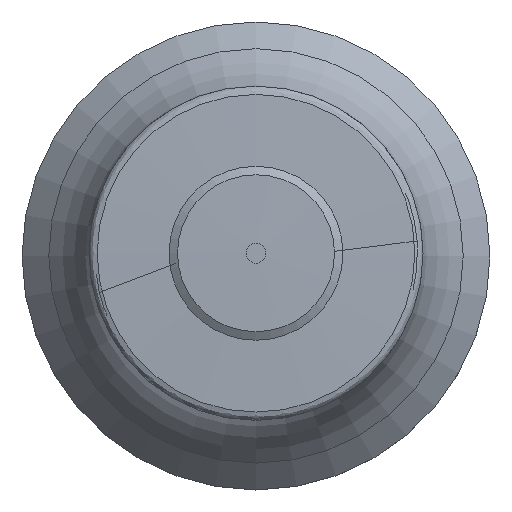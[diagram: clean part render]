
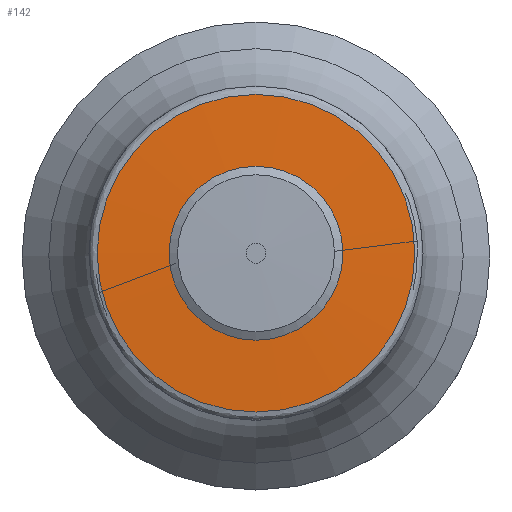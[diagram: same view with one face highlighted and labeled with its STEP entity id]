
A CAD part, top view. The second image highlights one B-rep face of the part: STEP entity #142.
In plain terms, the highlighted face is a revolution surface.
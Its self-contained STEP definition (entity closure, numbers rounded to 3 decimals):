
#34=SURFACE_OF_REVOLUTION('',#79,#39);
#39=AXIS1_PLACEMENT('',#718,#565);
#79=B_SPLINE_CURVE_WITH_KNOTS('',5,(#712,#713,#714,#715,#716,#717),
 .UNSPECIFIED.,.F.,.F.,(6,6),(0.,1.),.UNSPECIFIED.);
#142=ADVANCED_FACE('',(#189,#190),#34,.F.);
#189=FACE_BOUND('',#237,.T.);
#190=FACE_BOUND('',#238,.T.);
#237=EDGE_LOOP('',(#309));
#238=EDGE_LOOP('',(#310));
#309=ORIENTED_EDGE('',*,*,#381,.T.);
#310=ORIENTED_EDGE('',*,*,#380,.F.);
#344=VERTEX_POINT('',#690);
#345=VERTEX_POINT('',#711);
#380=EDGE_CURVE('',#344,#344,#402,.T.);
#381=EDGE_CURVE('',#345,#345,#403,.T.);
#402=CIRCLE('',#452,14.255);
#403=CIRCLE('',#453,7.803);
#452=AXIS2_PLACEMENT_3D('',#689,#560,#561);
#453=AXIS2_PLACEMENT_3D('',#710,#563,#564);
#560=DIRECTION('',(0.,0.,-1.));
#561=DIRECTION('',(-1.,0.,0.));
#563=DIRECTION('',(0.,0.,-1.));
#564=DIRECTION('',(-1.,0.,0.));
#565=DIRECTION('',(0.,0.,-1.));
#689=CARTESIAN_POINT('',(0.,0.,144.205));
#690=CARTESIAN_POINT('',(-14.255,0.,144.205));
#710=CARTESIAN_POINT('',(0.,0.,144.437));
#711=CARTESIAN_POINT('',(-7.803,0.,144.437));
#712=CARTESIAN_POINT('',(14.255,0.,144.205));
#713=CARTESIAN_POINT('',(12.964,0.,144.251));
#714=CARTESIAN_POINT('',(11.674,0.,144.298));
#715=CARTESIAN_POINT('',(10.384,0.,144.344));
#716=CARTESIAN_POINT('',(9.094,0.,144.39));
#717=CARTESIAN_POINT('',(7.803,0.,144.437));
#718=CARTESIAN_POINT('',(0.,0.,0.));
